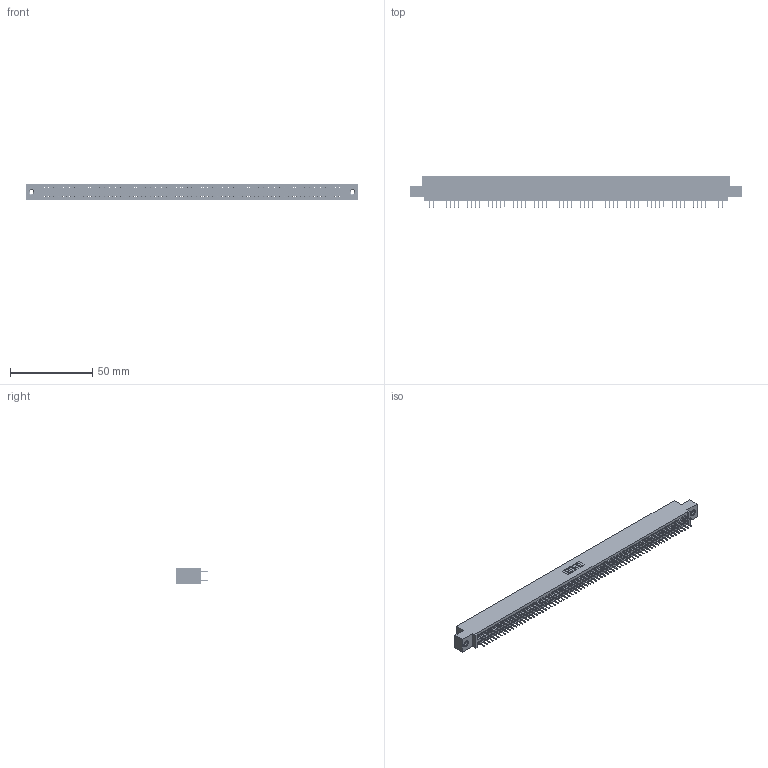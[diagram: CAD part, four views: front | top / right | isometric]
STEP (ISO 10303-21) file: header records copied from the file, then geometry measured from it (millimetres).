
FILE_DESCRIPTION (( 'STEP AP203' ), '1' );
FILE_NAME ('345-142-524-508.STEP', '2018-10-22T11:44:02', ( '' ), ( '' ), 'SwSTEP 2.0', 'SolidWorks 2016', '' );
FILE_SCHEMA (( 'CONFIG_CONTROL_DESIGN' ));
Length unit declared in the file: inch
Products named in the file (4): 345-292-001_345-293-124; 345-250-001_345-250-003-102; 345-142-524-508; 345 Part_0.110 Offset - 0.156 Dia-TI
Assembly tree (145 placements, depth 2):
  345-142-524-508
    345 Part_0.110 Offset - 0.156 Dia-TI
    345-292-001_345-293-124  x142
    345-250-001_345-250-003-102  x2
Bounding box: 201.55 x 19.35 x 9.4 mm (x, y, z)
Volume: 19553.1 mm3; surface area: 29003.4 mm2
Topology: 145 solids, 145 shells, 7858 faces, 22215 edges, 14234 vertices
Faces by surface type: plane 5654, cylinder 2188, cone 12, torus 4
Entity records: 53196 total; most frequent: CARTESIAN_POINT 8871, ORIENTED_EDGE 8798, DIRECTION 7813, EDGE_CURVE 4399, LINE 3967, VECTOR 3967, VERTEX_POINT 2924, AXIS2_PLACEMENT_3D 1923
